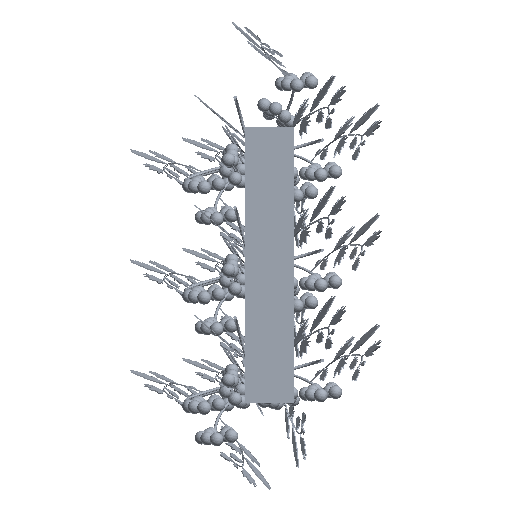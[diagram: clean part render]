
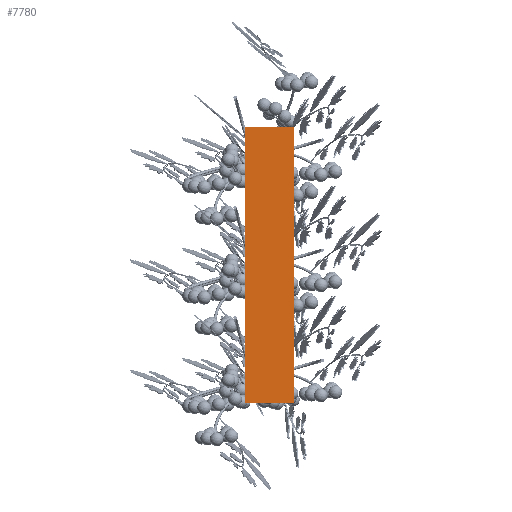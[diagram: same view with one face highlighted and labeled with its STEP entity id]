
A CAD part, front view. The second image highlights one B-rep face of the part: STEP entity #7780.
In plain terms, the highlighted planar face has unit normal (0, -1, 0).
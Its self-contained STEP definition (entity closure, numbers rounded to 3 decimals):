
#950 = CARTESIAN_POINT ( 'NONE',  ( -90., -60., 0. ) ) ;
#1062 = ORIENTED_EDGE ( 'NONE', *, *, #6353, .T. ) ;
#1263 = CARTESIAN_POINT ( 'NONE',  ( -90., -60., 1000. ) ) ;
#3249 = DIRECTION ( 'NONE',  ( 1., 0., 0. ) ) ;
#3653 = EDGE_CURVE ( 'NONE', #5935, #7789, #8175, .T. ) ;
#3942 = CARTESIAN_POINT ( 'NONE',  ( 90., -60., 1000. ) ) ;
#4049 = LINE ( 'NONE', #9234, #8995 ) ;
#4872 = AXIS2_PLACEMENT_3D ( 'NONE', #10797, #13839, #15708 ) ;
#5862 = CARTESIAN_POINT ( 'NONE',  ( -90., -60., 1000. ) ) ;
#5935 = VERTEX_POINT ( 'NONE', #15950 ) ;
#6014 = DIRECTION ( 'NONE',  ( 1., 0., 0. ) ) ;
#6081 = DIRECTION ( 'NONE',  ( 0., 0., -1. ) ) ;
#6353 = EDGE_CURVE ( 'NONE', #11354, #18204, #4049, .T. ) ;
#7708 = PLANE ( 'NONE',  #4872 ) ;
#7780 = ADVANCED_FACE ( 'NONE', ( #8221 ), #7708, .F. ) ;
#7789 = VERTEX_POINT ( 'NONE', #20159 ) ;
#8022 = VECTOR ( 'NONE', #3249, 1000. ) ;
#8048 = VECTOR ( 'NONE', #6014, 1000. ) ;
#8175 = LINE ( 'NONE', #3942, #11131 ) ;
#8221 = FACE_OUTER_BOUND ( 'NONE', #20237, .T. ) ;
#8995 = VECTOR ( 'NONE', #6081, 1000. ) ;
#9234 = CARTESIAN_POINT ( 'NONE',  ( -90., -60., 1000. ) ) ;
#10797 = CARTESIAN_POINT ( 'NONE',  ( -90., -60., 1000. ) ) ;
#11080 = CARTESIAN_POINT ( 'NONE',  ( -90., -60., 0. ) ) ;
#11131 = VECTOR ( 'NONE', #13423, 1000. ) ;
#11354 = VERTEX_POINT ( 'NONE', #5862 ) ;
#12201 = LINE ( 'NONE', #11080, #8022 ) ;
#12308 = ORIENTED_EDGE ( 'NONE', *, *, #3653, .F. ) ;
#13294 = EDGE_CURVE ( 'NONE', #11354, #5935, #13709, .T. ) ;
#13318 = ORIENTED_EDGE ( 'NONE', *, *, #13294, .F. ) ;
#13423 = DIRECTION ( 'NONE',  ( 0., 0., -1. ) ) ;
#13522 = EDGE_CURVE ( 'NONE', #18204, #7789, #12201, .T. ) ;
#13709 = LINE ( 'NONE', #1263, #8048 ) ;
#13839 = DIRECTION ( 'NONE',  ( 0., 1., 0. ) ) ;
#15708 = DIRECTION ( 'NONE',  ( 0., 0., 1. ) ) ;
#15950 = CARTESIAN_POINT ( 'NONE',  ( 90., -60., 1000. ) ) ;
#17917 = ORIENTED_EDGE ( 'NONE', *, *, #13522, .T. ) ;
#18204 = VERTEX_POINT ( 'NONE', #950 ) ;
#20159 = CARTESIAN_POINT ( 'NONE',  ( 90., -60., 0. ) ) ;
#20237 = EDGE_LOOP ( 'NONE', ( #17917, #12308, #13318, #1062 ) ) ;
